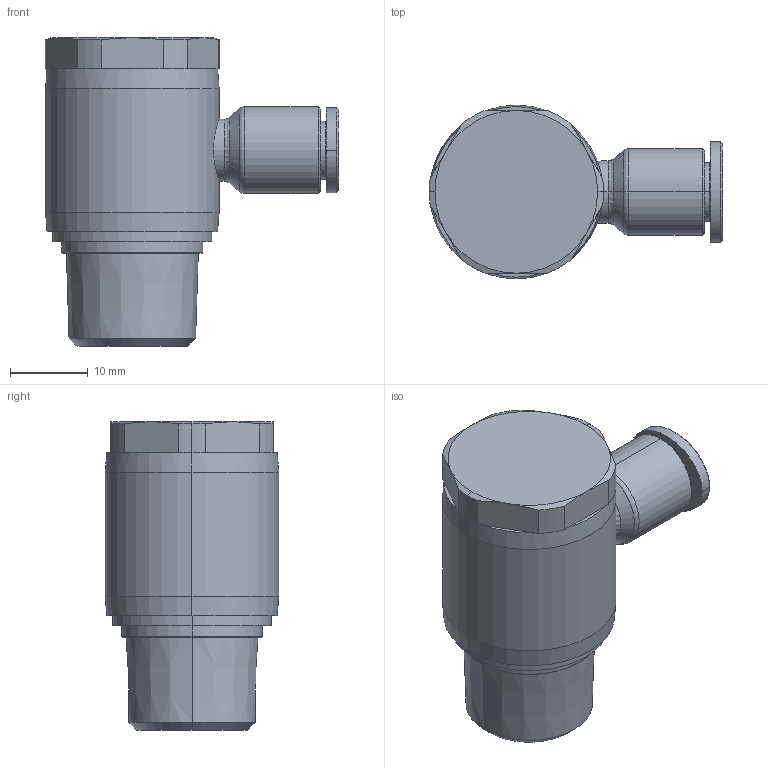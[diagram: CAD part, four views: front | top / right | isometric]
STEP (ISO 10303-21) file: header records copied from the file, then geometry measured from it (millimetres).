
FILE_DESCRIPTION((''),'2;1');
FILE_NAME('GPH_0603(3D).stp','2012-12-20T14:59:59',(''),(''),'Mechanical Desktop.R8.0.24.0','Mechanical Desktop.R8.0.24.0',', , ');
FILE_SCHEMA(('CONFIG_CONTROL_DESIGN'));
Length unit declared in the file: millimetre
Products named in the file (2): GPH_0603(3D); ºÎÇ°1
Assembly tree (1 placements, depth 2):
  GPH_0603(3D)
    ºÎÇ°1
Bounding box: 37.9 x 22.4 x 39.8 mm (x, y, z)
Volume: 10787.4 mm3; surface area: 5447.2 mm2
Topology: 1 solids, 1 shells, 288 faces, 763 edges, 492 vertices
Faces by surface type: plane 191, cylinder 35, bspline 32, cone 28, torus 2
Entity records: 9845 total; most frequent: CARTESIAN_POINT 2640, ORIENTED_EDGE 1522, DIRECTION 1420, EDGE_CURVE 761, VECTOR 572, LINE 572, VERTEX_POINT 492, AXIS2_PLACEMENT_3D 424
